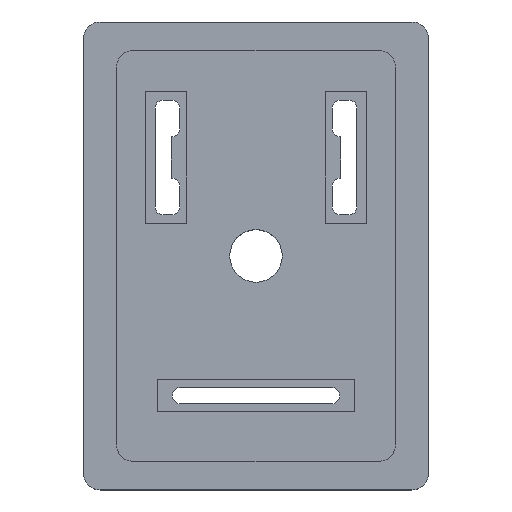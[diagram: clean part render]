
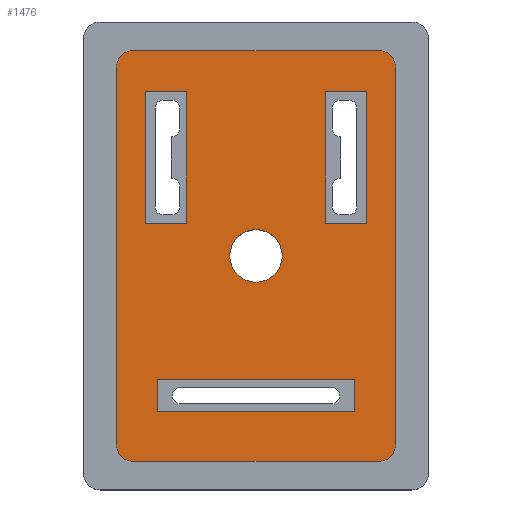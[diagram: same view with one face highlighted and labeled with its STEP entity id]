
A CAD part, top view. The second image highlights one B-rep face of the part: STEP entity #1476.
In plain terms, the highlighted planar face has unit normal (0, 0, 1).
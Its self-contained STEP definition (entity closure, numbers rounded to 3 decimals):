
#85=LINE('',#2273,#241);
#86=LINE('',#2276,#242);
#87=LINE('',#2278,#243);
#88=LINE('',#2280,#244);
#89=LINE('',#2283,#245);
#90=LINE('',#2286,#246);
#91=LINE('',#2288,#247);
#92=LINE('',#2290,#248);
#93=LINE('',#2291,#249);
#94=LINE('',#2294,#250);
#95=LINE('',#2296,#251);
#96=LINE('',#2298,#252);
#97=LINE('',#2299,#253);
#98=LINE('',#2304,#254);
#99=LINE('',#2308,#255);
#100=LINE('',#2312,#256);
#241=VECTOR('',#1814,1000.);
#242=VECTOR('',#1815,1000.);
#243=VECTOR('',#1816,1000.);
#244=VECTOR('',#1817,1000.);
#245=VECTOR('',#1820,1000.);
#246=VECTOR('',#1821,1000.);
#247=VECTOR('',#1822,1000.);
#248=VECTOR('',#1823,1000.);
#249=VECTOR('',#1824,1000.);
#250=VECTOR('',#1825,1000.);
#251=VECTOR('',#1826,1000.);
#252=VECTOR('',#1827,1000.);
#253=VECTOR('',#1828,1000.);
#254=VECTOR('',#1831,1000.);
#255=VECTOR('',#1834,1000.);
#256=VECTOR('',#1837,1000.);
#432=ORIENTED_EDGE('',*,*,#860,.F.);
#433=ORIENTED_EDGE('',*,*,#861,.F.);
#434=ORIENTED_EDGE('',*,*,#862,.F.);
#435=ORIENTED_EDGE('',*,*,#863,.F.);
#436=ORIENTED_EDGE('',*,*,#864,.F.);
#437=ORIENTED_EDGE('',*,*,#865,.F.);
#438=ORIENTED_EDGE('',*,*,#866,.F.);
#439=ORIENTED_EDGE('',*,*,#867,.F.);
#440=ORIENTED_EDGE('',*,*,#868,.F.);
#441=ORIENTED_EDGE('',*,*,#869,.F.);
#442=ORIENTED_EDGE('',*,*,#870,.F.);
#443=ORIENTED_EDGE('',*,*,#871,.F.);
#444=ORIENTED_EDGE('',*,*,#872,.F.);
#445=ORIENTED_EDGE('',*,*,#873,.T.);
#446=ORIENTED_EDGE('',*,*,#874,.T.);
#447=ORIENTED_EDGE('',*,*,#875,.T.);
#448=ORIENTED_EDGE('',*,*,#876,.T.);
#449=ORIENTED_EDGE('',*,*,#877,.T.);
#450=ORIENTED_EDGE('',*,*,#878,.T.);
#451=ORIENTED_EDGE('',*,*,#879,.T.);
#452=ORIENTED_EDGE('',*,*,#880,.T.);
#860=EDGE_CURVE('',#1070,#1071,#85,.T.);
#861=EDGE_CURVE('',#1072,#1070,#86,.T.);
#862=EDGE_CURVE('',#1073,#1072,#87,.T.);
#863=EDGE_CURVE('',#1071,#1073,#88,.T.);
#864=EDGE_CURVE('',#1074,#1074,#1190,.T.);
#865=EDGE_CURVE('',#1075,#1076,#89,.T.);
#866=EDGE_CURVE('',#1077,#1075,#90,.T.);
#867=EDGE_CURVE('',#1078,#1077,#91,.T.);
#868=EDGE_CURVE('',#1076,#1078,#92,.T.);
#869=EDGE_CURVE('',#1079,#1080,#93,.T.);
#870=EDGE_CURVE('',#1081,#1079,#94,.T.);
#871=EDGE_CURVE('',#1082,#1081,#95,.T.);
#872=EDGE_CURVE('',#1080,#1082,#96,.T.);
#873=EDGE_CURVE('',#1083,#1084,#97,.T.);
#874=EDGE_CURVE('',#1084,#1085,#1191,.T.);
#875=EDGE_CURVE('',#1085,#1086,#98,.T.);
#876=EDGE_CURVE('',#1086,#1087,#1192,.T.);
#877=EDGE_CURVE('',#1087,#1088,#99,.T.);
#878=EDGE_CURVE('',#1088,#1089,#1193,.T.);
#879=EDGE_CURVE('',#1089,#1090,#100,.T.);
#880=EDGE_CURVE('',#1090,#1083,#1194,.T.);
#1070=VERTEX_POINT('',#2274);
#1071=VERTEX_POINT('',#2275);
#1072=VERTEX_POINT('',#2277);
#1073=VERTEX_POINT('',#2279);
#1074=VERTEX_POINT('',#2282);
#1075=VERTEX_POINT('',#2284);
#1076=VERTEX_POINT('',#2285);
#1077=VERTEX_POINT('',#2287);
#1078=VERTEX_POINT('',#2289);
#1079=VERTEX_POINT('',#2292);
#1080=VERTEX_POINT('',#2293);
#1081=VERTEX_POINT('',#2295);
#1082=VERTEX_POINT('',#2297);
#1083=VERTEX_POINT('',#2300);
#1084=VERTEX_POINT('',#2301);
#1085=VERTEX_POINT('',#2303);
#1086=VERTEX_POINT('',#2305);
#1087=VERTEX_POINT('',#2307);
#1088=VERTEX_POINT('',#2309);
#1089=VERTEX_POINT('',#2311);
#1090=VERTEX_POINT('',#2313);
#1190=CIRCLE('',#1598,1.6);
#1191=CIRCLE('',#1599,1.);
#1192=CIRCLE('',#1600,1.);
#1193=CIRCLE('',#1601,1.);
#1194=CIRCLE('',#1602,1.);
#1238=EDGE_LOOP('',(#432,#433,#434,#435));
#1239=EDGE_LOOP('',(#436));
#1240=EDGE_LOOP('',(#437,#438,#439,#440));
#1241=EDGE_LOOP('',(#441,#442,#443,#444));
#1242=EDGE_LOOP('',(#445,#446,#447,#448,#449,#450,#451,#452));
#1334=FACE_BOUND('',#1238,.T.);
#1335=FACE_BOUND('',#1239,.T.);
#1336=FACE_BOUND('',#1240,.T.);
#1337=FACE_BOUND('',#1241,.T.);
#1338=FACE_BOUND('',#1242,.T.);
#1422=PLANE('',#1597);
#1476=ADVANCED_FACE('',(#1334,#1335,#1336,#1337,#1338),#1422,.T.);
#1597=AXIS2_PLACEMENT_3D('',#2272,#1812,#1813);
#1598=AXIS2_PLACEMENT_3D('',#2281,#1818,#1819);
#1599=AXIS2_PLACEMENT_3D('',#2302,#1829,#1830);
#1600=AXIS2_PLACEMENT_3D('',#2306,#1832,#1833);
#1601=AXIS2_PLACEMENT_3D('',#2310,#1835,#1836);
#1602=AXIS2_PLACEMENT_3D('',#2314,#1838,#1839);
#1812=DIRECTION('',(0.,0.,1.));
#1813=DIRECTION('',(1.,0.,0.));
#1814=DIRECTION('',(-1.,0.,0.));
#1815=DIRECTION('',(0.,1.,0.));
#1816=DIRECTION('',(1.,0.,0.));
#1817=DIRECTION('',(0.,-1.,0.));
#1818=DIRECTION('',(0.,0.,1.));
#1819=DIRECTION('',(1.,0.,0.));
#1820=DIRECTION('',(0.,-1.,0.));
#1821=DIRECTION('',(-1.,0.,0.));
#1822=DIRECTION('',(0.,1.,0.));
#1823=DIRECTION('',(1.,0.,0.));
#1824=DIRECTION('',(-1.,0.,0.));
#1825=DIRECTION('',(0.,1.,0.));
#1826=DIRECTION('',(1.,0.,0.));
#1827=DIRECTION('',(0.,-1.,0.));
#1828=DIRECTION('',(-1.,0.,0.));
#1829=DIRECTION('',(0.,0.,1.));
#1830=DIRECTION('',(1.,0.,0.));
#1831=DIRECTION('',(0.,-1.,0.));
#1832=DIRECTION('',(0.,0.,1.));
#1833=DIRECTION('',(1.,0.,0.));
#1834=DIRECTION('',(1.,0.,0.));
#1835=DIRECTION('',(0.,0.,1.));
#1836=DIRECTION('',(1.,0.,0.));
#1837=DIRECTION('',(0.,1.,0.));
#1838=DIRECTION('',(0.,0.,1.));
#1839=DIRECTION('',(1.,0.,0.));
#2272=CARTESIAN_POINT('',(-9.5,13.25,0.));
#2273=CARTESIAN_POINT('',(6.75,10.,0.));
#2274=CARTESIAN_POINT('',(6.75,10.,0.));
#2275=CARTESIAN_POINT('',(4.25,10.,0.));
#2276=CARTESIAN_POINT('',(6.75,2.,0.));
#2277=CARTESIAN_POINT('',(6.75,2.,0.));
#2278=CARTESIAN_POINT('',(4.25,2.,0.));
#2279=CARTESIAN_POINT('',(4.25,2.,0.));
#2280=CARTESIAN_POINT('',(4.25,10.,0.));
#2281=CARTESIAN_POINT('',(0.,0.,0.));
#2282=CARTESIAN_POINT('',(1.6,0.,0.));
#2283=CARTESIAN_POINT('',(-6.,-7.5,0.));
#2284=CARTESIAN_POINT('',(-6.,-7.5,0.));
#2285=CARTESIAN_POINT('',(-6.,-9.5,0.));
#2286=CARTESIAN_POINT('',(6.,-7.5,0.));
#2287=CARTESIAN_POINT('',(6.,-7.5,0.));
#2288=CARTESIAN_POINT('',(6.,-9.5,0.));
#2289=CARTESIAN_POINT('',(6.,-9.5,0.));
#2290=CARTESIAN_POINT('',(-6.,-9.5,0.));
#2291=CARTESIAN_POINT('',(-4.25,10.,0.));
#2292=CARTESIAN_POINT('',(-4.25,10.,0.));
#2293=CARTESIAN_POINT('',(-6.75,10.,0.));
#2294=CARTESIAN_POINT('',(-4.25,2.,0.));
#2295=CARTESIAN_POINT('',(-4.25,2.,0.));
#2296=CARTESIAN_POINT('',(-6.75,2.,0.));
#2297=CARTESIAN_POINT('',(-6.75,2.,0.));
#2298=CARTESIAN_POINT('',(-6.75,10.,0.));
#2299=CARTESIAN_POINT('',(7.5,12.5,0.));
#2300=CARTESIAN_POINT('',(7.5,12.5,0.));
#2301=CARTESIAN_POINT('',(-7.5,12.5,0.));
#2302=CARTESIAN_POINT('',(-7.5,11.5,0.));
#2303=CARTESIAN_POINT('',(-8.5,11.5,0.));
#2304=CARTESIAN_POINT('',(-8.5,11.5,0.));
#2305=CARTESIAN_POINT('',(-8.5,-11.5,0.));
#2306=CARTESIAN_POINT('',(-7.5,-11.5,0.));
#2307=CARTESIAN_POINT('',(-7.5,-12.5,0.));
#2308=CARTESIAN_POINT('',(-7.5,-12.5,0.));
#2309=CARTESIAN_POINT('',(7.5,-12.5,0.));
#2310=CARTESIAN_POINT('',(7.5,-11.5,0.));
#2311=CARTESIAN_POINT('',(8.5,-11.5,0.));
#2312=CARTESIAN_POINT('',(8.5,-11.5,0.));
#2313=CARTESIAN_POINT('',(8.5,11.5,0.));
#2314=CARTESIAN_POINT('',(7.5,11.5,0.));
